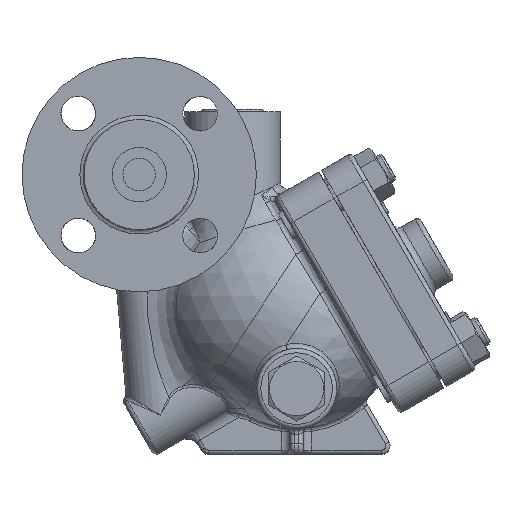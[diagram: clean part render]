
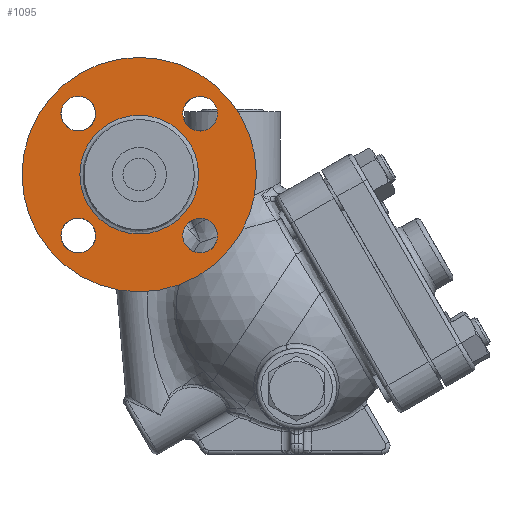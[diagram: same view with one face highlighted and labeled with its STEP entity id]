
A CAD part, front view. The second image highlights one B-rep face of the part: STEP entity #1095.
In plain terms, the highlighted planar face has unit normal (0, -1, 0).
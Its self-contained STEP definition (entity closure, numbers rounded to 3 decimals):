
#1020=CARTESIAN_POINT('',(-43.,-123.4,-27.36));
#1021=VERTEX_POINT('',#1020);
#1022=CARTESIAN_POINT('',(-43.,-123.4,0.));
#1023=DIRECTION('',(0.0,-1.0,0.0));
#1024=DIRECTION('',(0.0,0.0,1.0));
#1025=AXIS2_PLACEMENT_3D('',#1022,#1023,#1024);
#1026=CIRCLE('',#1025,27.36);
#1027=EDGE_CURVE('',#1021,#1021,#1026,.T.);
#1032=CARTESIAN_POINT('',(-43.,-123.4,39.7));
#1033=DIRECTION('',(0.0,-1.0,0.0));
#1034=DIRECTION('',(0.0,0.0,-1.0));
#1035=AXIS2_PLACEMENT_3D('',#1032,#1033,#1034);
#1036=PLANE('',#1035);
#1037=CARTESIAN_POINT('',(-43.,-123.4,54.));
#1038=VERTEX_POINT('',#1037);
#1039=CARTESIAN_POINT('',(-43.,-123.4,0.));
#1040=DIRECTION('',(0.0,1.0,0.0));
#1041=DIRECTION('',(0.0,0.0,1.0));
#1042=AXIS2_PLACEMENT_3D('',#1039,#1040,#1041);
#1043=CIRCLE('',#1042,54.);
#1044=EDGE_CURVE('',#1038,#1038,#1043,.T.);
#1045=ORIENTED_EDGE('',*,*,#1044,.F.);
#1046=EDGE_LOOP('',(#1045));
#1047=FACE_OUTER_BOUND('',#1046,.T.);
#1048=CARTESIAN_POINT('',(-6.928,-123.4,28.072));
#1049=VERTEX_POINT('',#1048);
#1050=CARTESIAN_POINT('',(-14.928,-123.4,28.072));
#1051=DIRECTION('',(0.0,1.0,0.0));
#1052=DIRECTION('',(1.0,0.0,0.0));
#1053=AXIS2_PLACEMENT_3D('',#1050,#1051,#1052);
#1054=CIRCLE('',#1053,8.);
#1055=EDGE_CURVE('',#1049,#1049,#1054,.T.);
#1056=ORIENTED_EDGE('',*,*,#1055,.T.);
#1057=EDGE_LOOP('',(#1056));
#1058=FACE_BOUND('',#1057,.T.);
#1059=CARTESIAN_POINT('',(-14.928,-123.4,-36.072));
#1060=VERTEX_POINT('',#1059);
#1061=CARTESIAN_POINT('',(-14.928,-123.4,-28.072));
#1062=DIRECTION('',(0.0,1.0,0.0));
#1063=DIRECTION('',(0.0,0.0,-1.0));
#1064=AXIS2_PLACEMENT_3D('',#1061,#1062,#1063);
#1065=CIRCLE('',#1064,8.);
#1066=EDGE_CURVE('',#1060,#1060,#1065,.T.);
#1067=ORIENTED_EDGE('',*,*,#1066,.T.);
#1068=EDGE_LOOP('',(#1067));
#1069=FACE_BOUND('',#1068,.T.);
#1070=CARTESIAN_POINT('',(-79.072,-123.4,-28.072));
#1071=VERTEX_POINT('',#1070);
#1072=CARTESIAN_POINT('',(-71.072,-123.4,-28.072));
#1073=DIRECTION('',(0.0,1.0,0.0));
#1074=DIRECTION('',(-1.0,0.0,0.0));
#1075=AXIS2_PLACEMENT_3D('',#1072,#1073,#1074);
#1076=CIRCLE('',#1075,8.);
#1077=EDGE_CURVE('',#1071,#1071,#1076,.T.);
#1078=ORIENTED_EDGE('',*,*,#1077,.T.);
#1079=EDGE_LOOP('',(#1078));
#1080=FACE_BOUND('',#1079,.T.);
#1081=CARTESIAN_POINT('',(-71.072,-123.4,36.072));
#1082=VERTEX_POINT('',#1081);
#1083=CARTESIAN_POINT('',(-71.072,-123.4,28.072));
#1084=DIRECTION('',(0.0,1.0,0.0));
#1085=DIRECTION('',(0.0,0.0,1.0));
#1086=AXIS2_PLACEMENT_3D('',#1083,#1084,#1085);
#1087=CIRCLE('',#1086,8.);
#1088=EDGE_CURVE('',#1082,#1082,#1087,.T.);
#1089=ORIENTED_EDGE('',*,*,#1088,.T.);
#1090=EDGE_LOOP('',(#1089));
#1091=FACE_BOUND('',#1090,.T.);
#1092=ORIENTED_EDGE('',*,*,#1027,.F.);
#1093=EDGE_LOOP('',(#1092));
#1094=FACE_BOUND('',#1093,.T.);
#1095=ADVANCED_FACE('',(#1047,#1058,#1069,#1080,#1091,#1094),#1036,.T.);
